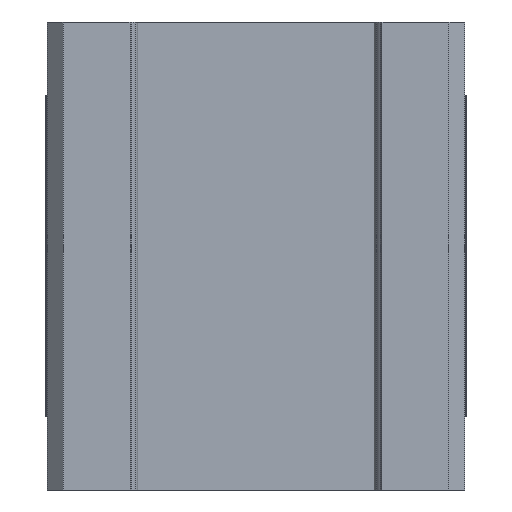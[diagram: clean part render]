
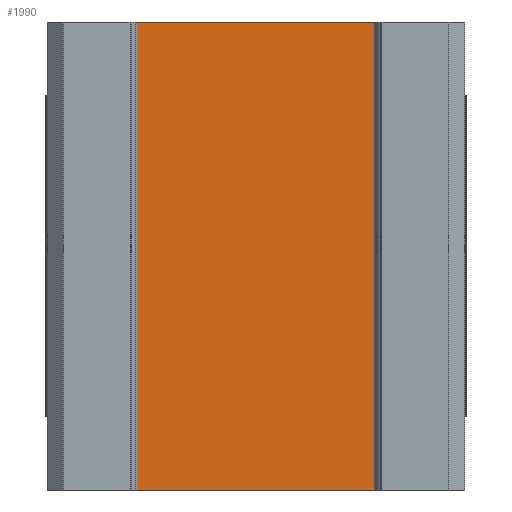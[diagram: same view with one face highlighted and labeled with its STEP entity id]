
A CAD part, front view. The second image highlights one B-rep face of the part: STEP entity #1990.
In plain terms, the highlighted planar face has unit normal (0, -1, 0).
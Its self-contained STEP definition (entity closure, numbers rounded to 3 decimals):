
#102=PLANE('',#2172);
#197=FACE_OUTER_BOUND('',#317,.T.);
#317=EDGE_LOOP('',(#1568,#1569,#1570,#1571));
#464=LINE('',#3127,#666);
#465=LINE('',#3129,#667);
#466=LINE('',#3131,#668);
#467=LINE('',#3132,#669);
#666=VECTOR('',#2549,10.);
#667=VECTOR('',#2550,10.);
#668=VECTOR('',#2551,10.);
#669=VECTOR('',#2552,10.);
#958=VERTEX_POINT('',#3125);
#959=VERTEX_POINT('',#3126);
#960=VERTEX_POINT('',#3128);
#961=VERTEX_POINT('',#3130);
#1184=EDGE_CURVE('',#958,#959,#464,.T.);
#1185=EDGE_CURVE('',#958,#960,#465,.T.);
#1186=EDGE_CURVE('',#961,#960,#466,.T.);
#1187=EDGE_CURVE('',#959,#961,#467,.T.);
#1568=ORIENTED_EDGE('',*,*,#1184,.F.);
#1569=ORIENTED_EDGE('',*,*,#1185,.T.);
#1570=ORIENTED_EDGE('',*,*,#1186,.F.);
#1571=ORIENTED_EDGE('',*,*,#1187,.F.);
#1990=ADVANCED_FACE('',(#197),#102,.F.);
#2172=AXIS2_PLACEMENT_3D('',#3124,#2547,#2548);
#2547=DIRECTION('center_axis',(0.,1.,0.));
#2548=DIRECTION('ref_axis',(-1.,0.,0.));
#2549=DIRECTION('',(-1.,0.,0.));
#2550=DIRECTION('',(0.,0.,1.));
#2551=DIRECTION('',(1.,0.,0.));
#2552=DIRECTION('',(0.,0.,1.));
#3124=CARTESIAN_POINT('Origin',(11.75,-2.25,0.));
#3125=CARTESIAN_POINT('',(11.75,-2.25,-22.25));
#3126=CARTESIAN_POINT('',(-11.75,-2.25,-22.25));
#3127=CARTESIAN_POINT('',(5.875,-2.25,-22.25));
#3128=CARTESIAN_POINT('',(11.75,-2.25,22.25));
#3129=CARTESIAN_POINT('',(11.75,-2.25,0.));
#3130=CARTESIAN_POINT('',(-11.75,-2.25,22.25));
#3131=CARTESIAN_POINT('',(5.875,-2.25,22.25));
#3132=CARTESIAN_POINT('',(-11.75,-2.25,0.));
